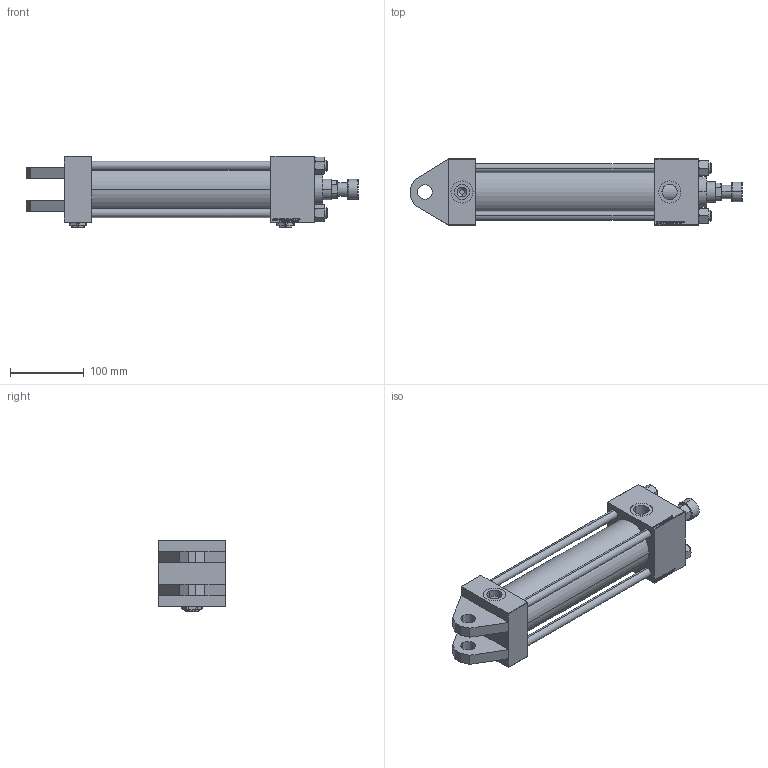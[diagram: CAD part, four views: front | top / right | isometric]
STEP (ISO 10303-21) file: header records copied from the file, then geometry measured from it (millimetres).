
FILE_DESCRIPTION (( 'STEP AP203' ), '1' );
FILE_NAME ('1db8.STEP', '2023-08-23T00:40:27', ( '' ), ( '' ), 'SwSTEP 2.0', 'SolidWorks 2019', '' );
FILE_SCHEMA (( 'CONFIG_CONTROL_DESIGN' ));
Length unit declared in the file: millimetre
Products named in the file (8): Zatka_pro_OIL_PORT ab37f688ef413fa4984bcd7fd38915f9; V215CR_ROD_END_F ab37f688ef413fa4984bcd7fd38915f9; V215CR_VCP_H ab37f688ef413fa4984bcd7fd38915f9; 1db8; V215CR_H_Body ab37f688ef413fa4984bcd7fd38915f9; NUT_M5_H ab37f688ef413fa4984bcd7fd38915f9; V215_VC_A ab37f688ef413fa4984bcd7fd38915f9; V215CR_TYCINKA_H ab37f688ef413fa4984bcd7fd38915f9
Assembly tree (14 placements, depth 2):
  1db8
    V215CR_H_Body ab37f688ef413fa4984bcd7fd38915f9
    V215CR_VCP_H ab37f688ef413fa4984bcd7fd38915f9
    V215CR_TYCINKA_H ab37f688ef413fa4984bcd7fd38915f9  x4
    NUT_M5_H ab37f688ef413fa4984bcd7fd38915f9  x4
    V215_VC_A ab37f688ef413fa4984bcd7fd38915f9
    V215CR_ROD_END_F ab37f688ef413fa4984bcd7fd38915f9
    Zatka_pro_OIL_PORT ab37f688ef413fa4984bcd7fd38915f9  x2
Bounding box: 450 x 90 x 97 mm (x, y, z)
Volume: 1354016.3 mm3; surface area: 324800.5 mm2
Topology: 14 solids, 14 shells, 1244 faces, 3100 edges, 1999 vertices
Faces by surface type: plane 570, bspline 392, cone 172, cylinder 98, torus 12
Entity records: 52282 total; most frequent: CARTESIAN_POINT 27731, ORIENTED_EDGE 5500, DIRECTION 3546, EDGE_CURVE 2750, VERTEX_POINT 1797, LINE 1626, VECTOR 1626, EDGE_LOOP 1215
